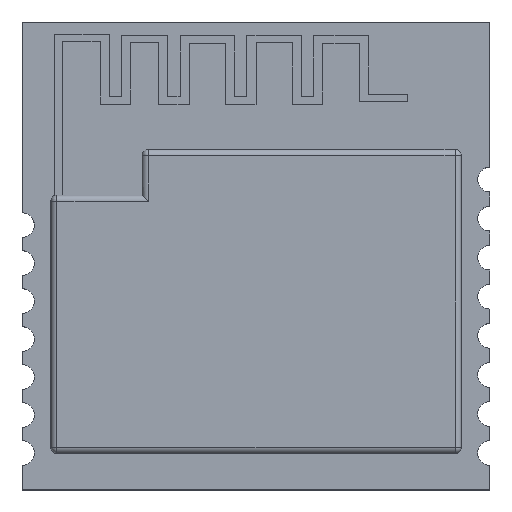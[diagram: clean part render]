
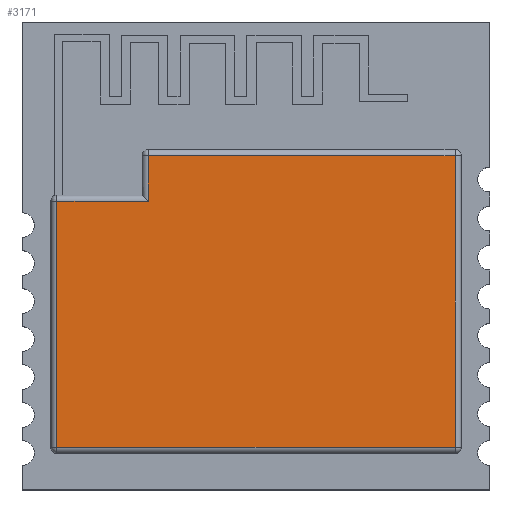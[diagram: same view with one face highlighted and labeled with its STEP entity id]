
A CAD part, top view. The second image highlights one B-rep face of the part: STEP entity #3171.
In plain terms, the highlighted planar face has unit normal (0, 0, 1).
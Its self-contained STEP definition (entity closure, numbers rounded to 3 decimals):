
#2848 = VERTEX_POINT('',#2849);
#2849 = CARTESIAN_POINT('',(6.15,4.9,2.));
#2856 = EDGE_CURVE('',#2857,#2848,#2859,.T.);
#2857 = VERTEX_POINT('',#2858);
#2858 = CARTESIAN_POINT('',(6.15,-4.7,2.));
#2859 = LINE('',#2860,#2861);
#2860 = CARTESIAN_POINT('',(6.15,-4.9,2.));
#2861 = VECTOR('',#2862,1.);
#2862 = DIRECTION('',(0.,1.,0.));
#2916 = EDGE_CURVE('',#2917,#2857,#2919,.T.);
#2917 = VERTEX_POINT('',#2918);
#2918 = CARTESIAN_POINT('',(-6.95,-4.7,2.));
#2919 = LINE('',#2920,#2921);
#2920 = CARTESIAN_POINT('',(-7.15,-4.7,2.));
#2921 = VECTOR('',#2922,1.);
#2922 = DIRECTION('',(1.,0.,0.));
#2941 = VERTEX_POINT('',#2942);
#2942 = CARTESIAN_POINT('',(-3.95,4.9,2.));
#2949 = EDGE_CURVE('',#2848,#2941,#2950,.T.);
#2950 = LINE('',#2951,#2952);
#2951 = CARTESIAN_POINT('',(6.35,4.9,2.));
#2952 = VECTOR('',#2953,1.);
#2953 = DIRECTION('',(-1.,0.,0.));
#3000 = EDGE_CURVE('',#3001,#2917,#3003,.T.);
#3001 = VERTEX_POINT('',#3002);
#3002 = CARTESIAN_POINT('',(-6.95,3.4,2.));
#3003 = LINE('',#3004,#3005);
#3004 = CARTESIAN_POINT('',(-6.95,3.6,2.));
#3005 = VECTOR('',#3006,1.);
#3006 = DIRECTION('',(0.,-1.,0.));
#3025 = VERTEX_POINT('',#3026);
#3026 = CARTESIAN_POINT('',(-3.95,3.4,2.));
#3033 = EDGE_CURVE('',#2941,#3025,#3034,.T.);
#3034 = LINE('',#3035,#3036);
#3035 = CARTESIAN_POINT('',(-3.95,5.1,2.));
#3036 = VECTOR('',#3037,1.);
#3037 = DIRECTION('',(0.,-1.,0.));
#3118 = EDGE_CURVE('',#3025,#3001,#3119,.T.);
#3119 = LINE('',#3120,#3121);
#3120 = CARTESIAN_POINT('',(-4.15,3.4,2.));
#3121 = VECTOR('',#3122,1.);
#3122 = DIRECTION('',(-1.,0.,0.));
#3171 = ADVANCED_FACE('',(#3172),#3180,.F.);
#3172 = FACE_BOUND('',#3173,.F.);
#3173 = EDGE_LOOP('',(#3174,#3175,#3176,#3177,#3178,#3179));
#3174 = ORIENTED_EDGE('',*,*,#3000,.F.);
#3175 = ORIENTED_EDGE('',*,*,#3118,.F.);
#3176 = ORIENTED_EDGE('',*,*,#3033,.F.);
#3177 = ORIENTED_EDGE('',*,*,#2949,.F.);
#3178 = ORIENTED_EDGE('',*,*,#2856,.F.);
#3179 = ORIENTED_EDGE('',*,*,#2916,.F.);
#3180 = PLANE('',#3181);
#3181 = AXIS2_PLACEMENT_3D('',#3182,#3183,#3184);
#3182 = CARTESIAN_POINT('',(-7.15,-4.9,2.));
#3183 = DIRECTION('',(0.,0.,-1.));
#3184 = DIRECTION('',(-1.,0.,0.));
